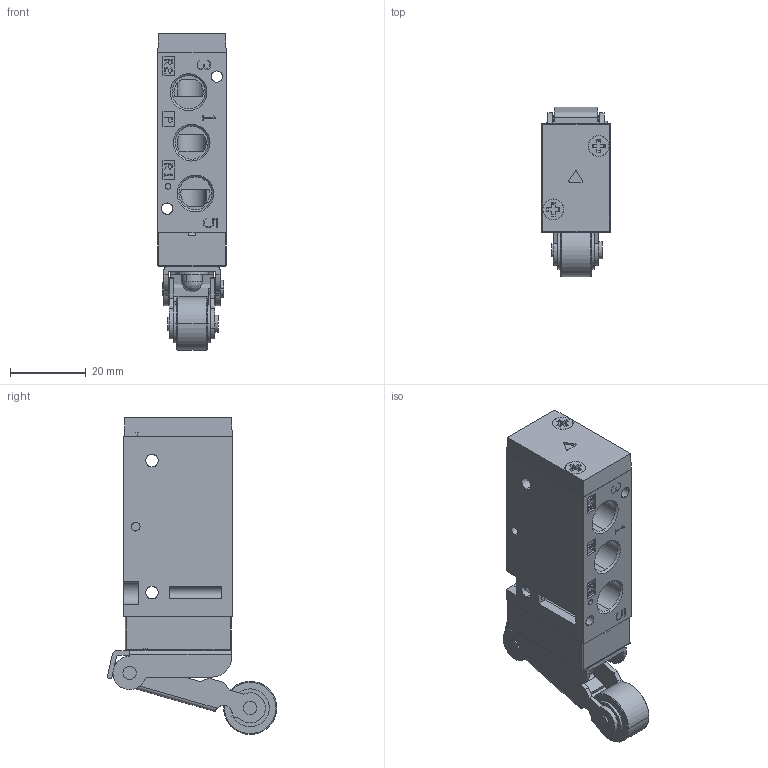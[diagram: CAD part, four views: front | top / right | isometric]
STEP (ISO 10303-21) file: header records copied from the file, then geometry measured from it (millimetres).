
FILE_DESCRIPTION (( 'STEP AP214' ), '1' );
FILE_NAME ('RLV210-1RB.STEP', '2015-02-03T08:23:06', ( 'Gebruiker' ), ( 'Hewlett-Packard Company' ), 'SwSTEP 2.0', 'SolidWorks 2015', '' );
FILE_SCHEMA (( 'AUTOMOTIVE_DESIGN' ));
Length unit declared in the file: millimetre
Products named in the file (13): PMV110 push button; SF2000-Body_ﾃﾑ-ﾏ; LEVER SET(14ROLLER)_17-ROLLER; LEVER SET-2_¦Ô¦+ +¦-ñ; ©«¦¬(14.8L)_¦Ô¦+ +¦-ñ; 14-ROLLER_¦Ô¦+ +¦-ñ; ©«¦¬(11.9L)_¦Ô¦+ +¦-ñ; LEVER SET-1_¦Ô¦+ +¦-ñ; LEVER SET-3_¦Ô¦+ +¦-ñ; BodyCover_ﾃﾑ-ﾏ; New RLV310 semi pilot(040330); BodyCoverBolt(M3xL8)_ﾃﾑ-ﾏ; RLV210-1RB
Assembly tree (15 placements, depth 3):
  RLV210-1RB
    BodyCoverBolt(M3xL8)_ﾃﾑ-ﾏ  x4
    New RLV310 semi pilot(040330)
    BodyCover_ﾃﾑ-ﾏ
    LEVER SET(14ROLLER)_17-ROLLER
      LEVER SET-3_¦Ô¦+ +¦-ñ
      LEVER SET-1_¦Ô¦+ +¦-ñ
      ©«¦¬(11.9L)_¦Ô¦+ +¦-ñ
      14-ROLLER_¦Ô¦+ +¦-ñ
      ©«¦¬(14.8L)_¦Ô¦+ +¦-ñ
      LEVER SET-2_¦Ô¦+ +¦-ñ
    SF2000-Body_ﾃﾑ-ﾏ
    PMV110 push button
Bounding box: 18.1 x 44.69 x 83.52 mm (x, y, z)
Volume: 25490.4 mm3; surface area: 20613.4 mm2
Topology: 14 solids, 14 shells, 991 faces, 2595 edges, 1669 vertices
Faces by surface type: plane 540, cylinder 273, cone 173, bspline 5
Entity records: 26825 total; most frequent: CARTESIAN_POINT 5114, DIRECTION 4453, ORIENTED_EDGE 4398, EDGE_CURVE 2199, VECTOR 1523, LINE 1523, AXIS2_PLACEMENT_3D 1465, VERTEX_POINT 1435
